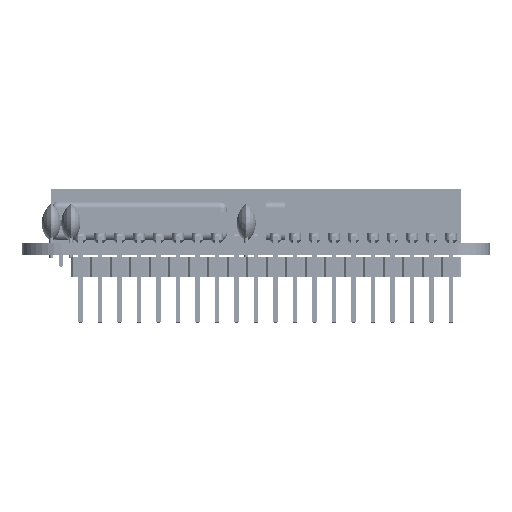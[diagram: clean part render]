
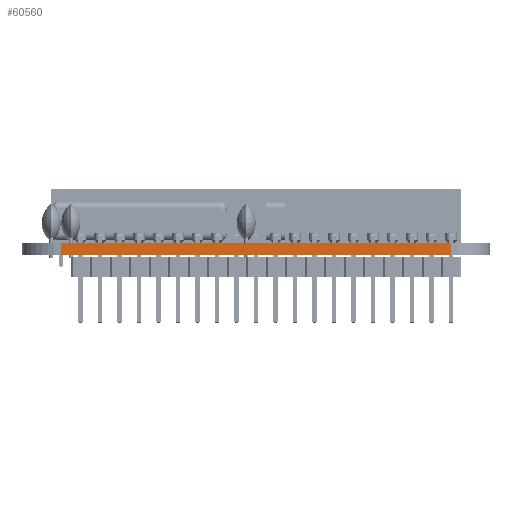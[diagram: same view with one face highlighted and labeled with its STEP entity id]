
A CAD part, front view. The second image highlights one B-rep face of the part: STEP entity #60560.
In plain terms, the highlighted planar face has unit normal (0, -1, 0).
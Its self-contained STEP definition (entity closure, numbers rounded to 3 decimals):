
#55638 = VERTEX_POINT('',#55639);
#55639 = CARTESIAN_POINT('',(25.4,-38.1,0.));
#55646 = EDGE_CURVE('',#55638,#55647,#55649,.T.);
#55647 = VERTEX_POINT('',#55648);
#55648 = CARTESIAN_POINT('',(-25.4,-38.1,0.));
#55649 = LINE('',#55650,#55651);
#55650 = CARTESIAN_POINT('',(25.4,-38.1,0.));
#55651 = VECTOR('',#55652,1.);
#55652 = DIRECTION('',(-1.,0.,0.));
#58077 = VERTEX_POINT('',#58078);
#58078 = CARTESIAN_POINT('',(25.4,-38.1,1.6));
#58085 = EDGE_CURVE('',#58077,#58086,#58088,.T.);
#58086 = VERTEX_POINT('',#58087);
#58087 = CARTESIAN_POINT('',(-25.4,-38.1,1.6));
#58088 = LINE('',#58089,#58090);
#58089 = CARTESIAN_POINT('',(25.4,-38.1,1.6));
#58090 = VECTOR('',#58091,1.);
#58091 = DIRECTION('',(-1.,0.,0.));
#60532 = EDGE_CURVE('',#55638,#58077,#60533,.T.);
#60533 = LINE('',#60534,#60535);
#60534 = CARTESIAN_POINT('',(25.4,-38.1,0.));
#60535 = VECTOR('',#60536,1.);
#60536 = DIRECTION('',(0.,0.,1.));
#60560 = ADVANCED_FACE('',(#60561),#60572,.T.);
#60561 = FACE_BOUND('',#60562,.T.);
#60562 = EDGE_LOOP('',(#60563,#60564,#60565,#60571));
#60563 = ORIENTED_EDGE('',*,*,#60532,.T.);
#60564 = ORIENTED_EDGE('',*,*,#58085,.T.);
#60565 = ORIENTED_EDGE('',*,*,#60566,.F.);
#60566 = EDGE_CURVE('',#55647,#58086,#60567,.T.);
#60567 = LINE('',#60568,#60569);
#60568 = CARTESIAN_POINT('',(-25.4,-38.1,0.));
#60569 = VECTOR('',#60570,1.);
#60570 = DIRECTION('',(0.,0.,1.));
#60571 = ORIENTED_EDGE('',*,*,#55646,.F.);
#60572 = PLANE('',#60573);
#60573 = AXIS2_PLACEMENT_3D('',#60574,#60575,#60576);
#60574 = CARTESIAN_POINT('',(25.4,-38.1,0.));
#60575 = DIRECTION('',(0.,-1.,0.));
#60576 = DIRECTION('',(-1.,0.,0.));
